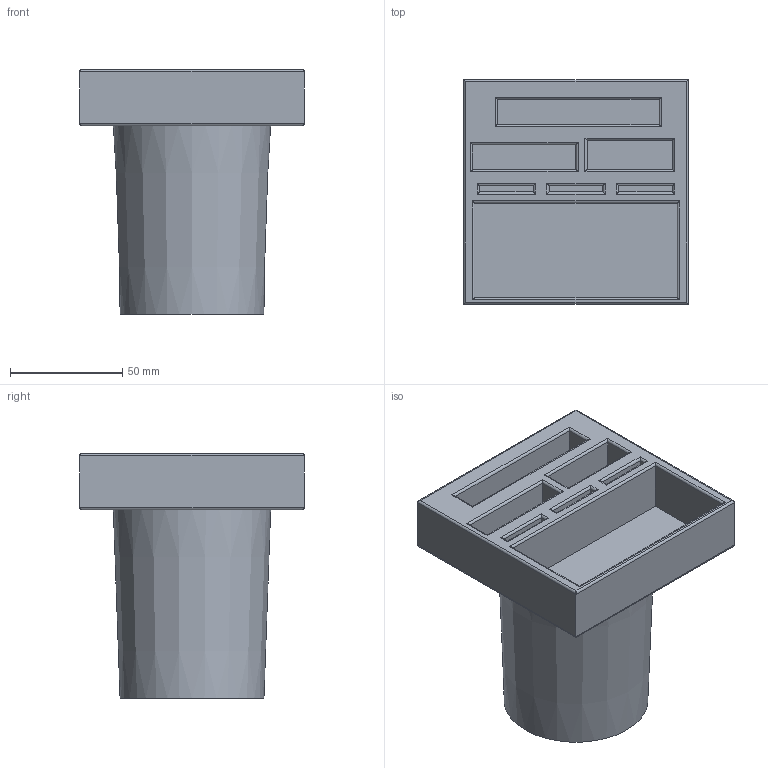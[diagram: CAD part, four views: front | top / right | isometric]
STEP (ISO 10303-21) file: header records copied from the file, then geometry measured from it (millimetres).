
FILE_DESCRIPTION(('FreeCAD Model'),'2;1');
FILE_NAME('Open CASCADE Shape Model','2025-05-23T23:42:29',(''),(''), 'Open CASCADE STEP processor 7.8','FreeCAD','Unknown');
FILE_SCHEMA(('AUTOMOTIVE_DESIGN { 1 0 10303 214 1 1 1 1 }'));
Length unit declared in the file: millimetre
Products named in the file (1): Body
Bounding box: 100 x 100 x 109 mm (x, y, z)
Volume: 167003.3 mm3; surface area: 78377.8 mm2
Topology: 1 solids, 1 shells, 81 faces, 174 edges, 104 vertices
Faces by surface type: plane 43, cylinder 37, cone 1
Full cylindrical faces by diameter (mm): 62 x1
Entity records: 4790 total; most frequent: CARTESIAN_POINT 1224, DIRECTION 652, LINE 406, VECTOR 406, ORIENTED_EDGE 348, PCURVE 348, DEFINITIONAL_REPRESENTATION 348, EDGE_CURVE 174
